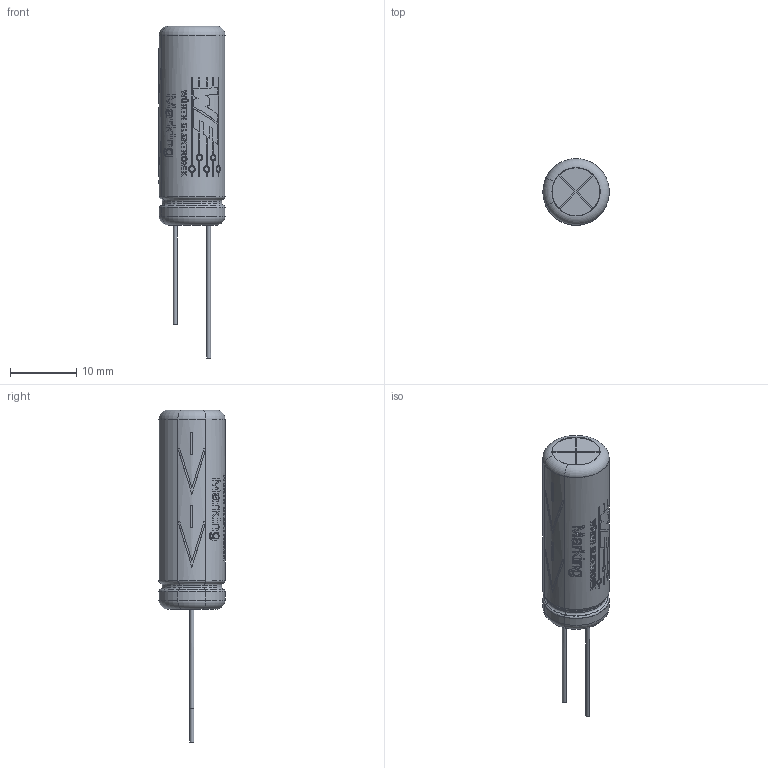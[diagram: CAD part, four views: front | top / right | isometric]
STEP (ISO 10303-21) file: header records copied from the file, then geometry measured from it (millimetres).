
FILE_DESCRIPTION( ( 'Unknown' ), '1' );
FILE_NAME( '10x30x5x0.6.stp', 'Unknown', ( 'Unknown' ), ( 'Unknown' ), 'PSStep 21.0.46', 'Unknown', ' ' );
FILE_SCHEMA( ( 'AUTOMOTIVE_DESIGN { 1 0 10303 214 1 1 1 1 }' ) );
Length unit declared in the file: millimetre
Products named in the file (1): 1
Bounding box: 9.97 x 9.98 x 50 mm (x, y, z)
Volume: 2301 mm3; surface area: 3184.1 mm2
Topology: 1 solids, 2 shells, 520 faces, 1316 edges, 873 vertices
Faces by surface type: plane 278, bspline 127, cylinder 89, torus 26
Full cylindrical faces by diameter (mm): 0.6 x2, 1.111 x1, 1.389 x1, 2.222 x1, 2.5 x1, 3.889 x1, 4.167 x1, 5.833 x1, 6.667 x1, 6.944 x1, 7.222 x2, 7.263 x2, 8.278 x1, 8.773 x1, 8.793 x1, 9.78 x2, 9.8 x2
Entity records: 26956 total; most frequent: CARTESIAN_POINT 11078, ORIENTED_EDGE 2522, DIRECTION 2087, EDGE_CURVE 1261, VERTEX_POINT 863, AXIS2_PLACEMENT_3D 701, LINE 685, VECTOR 685
